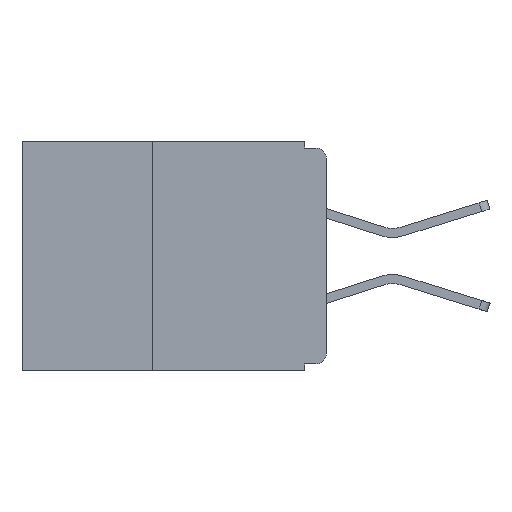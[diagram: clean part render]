
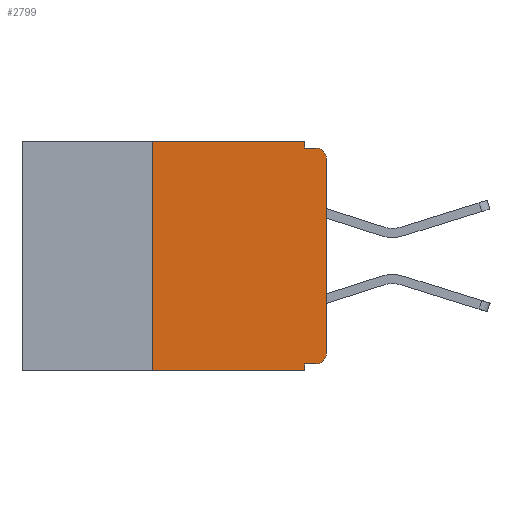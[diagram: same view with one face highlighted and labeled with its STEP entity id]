
A CAD part, left-side view. The second image highlights one B-rep face of the part: STEP entity #2799.
In plain terms, the highlighted planar face has unit normal (-1, 0, 0).
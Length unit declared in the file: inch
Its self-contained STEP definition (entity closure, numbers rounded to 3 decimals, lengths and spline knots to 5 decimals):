
#235 = EDGE_CURVE ( 'NONE', #19269, #6617, #8057, .T. ) ;
#807 = DIRECTION ( 'NONE',  ( 0., 0., -1. ) ) ;
#910 = CARTESIAN_POINT ( 'NONE',  ( 0., 0.437, -0.33 ) ) ;
#946 = CARTESIAN_POINT ( 'NONE',  ( 0., 0.031, 0. ) ) ;
#1210 = AXIS2_PLACEMENT_3D ( 'NONE', #26046, #9360, #28768 ) ;
#1251 = CARTESIAN_POINT ( 'NONE',  ( 0., 0., -0.305 ) ) ;
#1632 = VERTEX_POINT ( 'NONE', #33031 ) ;
#1693 = VECTOR ( 'NONE', #5202, 39.37008 ) ;
#1876 = VECTOR ( 'NONE', #807, 39.37008 ) ;
#2331 = VERTEX_POINT ( 'NONE', #946 ) ;
#2644 = VECTOR ( 'NONE', #10815, 39.37008 ) ;
#2794 = EDGE_LOOP ( 'NONE', ( #13664, #12063, #14702, #30382, #34533, #24223, #7852, #20781, #11843, #34047 ) ) ;
#2799 = ADVANCED_FACE ( 'NONE', ( #23525 ), #27652, .F. ) ;
#5162 = CARTESIAN_POINT ( 'NONE',  ( 0., 0.031, 0. ) ) ;
#5202 = DIRECTION ( 'NONE',  ( 0., -1., 0. ) ) ;
#5343 = CARTESIAN_POINT ( 'NONE',  ( 0., 0.25, 0. ) ) ;
#5698 = EDGE_CURVE ( 'NONE', #8436, #1632, #24221, .T. ) ;
#6285 = CARTESIAN_POINT ( 'NONE',  ( 0., 0.437, 0. ) ) ;
#6617 = VERTEX_POINT ( 'NONE', #19689 ) ;
#7645 = CARTESIAN_POINT ( 'NONE',  ( 0., 0.015, -0.01 ) ) ;
#7787 = DIRECTION ( 'NONE',  ( -1., 0., 0. ) ) ;
#7852 = ORIENTED_EDGE ( 'NONE', *, *, #34683, .T. ) ;
#8057 = LINE ( 'NONE', #13285, #16468 ) ;
#8436 = VERTEX_POINT ( 'NONE', #30941 ) ;
#8558 = CARTESIAN_POINT ( 'NONE',  ( 0., 0.25, -0.33 ) ) ;
#8707 = CIRCLE ( 'NONE', #1210, 0.015 ) ;
#9045 = VECTOR ( 'NONE', #12286, 39.37008 ) ;
#9342 = VERTEX_POINT ( 'NONE', #13366 ) ;
#9360 = DIRECTION ( 'NONE',  ( -1., 0., 0. ) ) ;
#9534 = AXIS2_PLACEMENT_3D ( 'NONE', #24506, #7787, #27259 ) ;
#10815 = DIRECTION ( 'NONE',  ( 0., 0., -1. ) ) ;
#11386 = VERTEX_POINT ( 'NONE', #5343 ) ;
#11640 = DIRECTION ( 'NONE',  ( 0., 0., 1. ) ) ;
#11843 = ORIENTED_EDGE ( 'NONE', *, *, #21729, .F. ) ;
#11972 = LINE ( 'NONE', #32050, #25898 ) ;
#12063 = ORIENTED_EDGE ( 'NONE', *, *, #28440, .T. ) ;
#12286 = DIRECTION ( 'NONE',  ( 0., 0., 1. ) ) ;
#12582 = VERTEX_POINT ( 'NONE', #35420 ) ;
#13285 = CARTESIAN_POINT ( 'NONE',  ( 0., 0., 0. ) ) ;
#13366 = CARTESIAN_POINT ( 'NONE',  ( 0., 0.031, -0.01 ) ) ;
#13664 = ORIENTED_EDGE ( 'NONE', *, *, #235, .T. ) ;
#14702 = ORIENTED_EDGE ( 'NONE', *, *, #23505, .F. ) ;
#14897 = CARTESIAN_POINT ( 'NONE',  ( 0., 0.031, -0.33 ) ) ;
#16074 = VERTEX_POINT ( 'NONE', #8558 ) ;
#16468 = VECTOR ( 'NONE', #11640, 39.37008 ) ;
#17610 = LINE ( 'NONE', #24751, #1693 ) ;
#17664 = LINE ( 'NONE', #5162, #2644 ) ;
#17862 = DIRECTION ( 'NONE',  ( 0., -1., 0. ) ) ;
#18000 = CARTESIAN_POINT ( 'NONE',  ( 0., 0.25, -0.33 ) ) ;
#19269 = VERTEX_POINT ( 'NONE', #1251 ) ;
#19689 = CARTESIAN_POINT ( 'NONE',  ( 0., 0., -0.025 ) ) ;
#20781 = ORIENTED_EDGE ( 'NONE', *, *, #5698, .F. ) ;
#21014 = CIRCLE ( 'NONE', #9534, 0.015 ) ;
#21110 = VECTOR ( 'NONE', #17862, 39.37008 ) ;
#21729 = EDGE_CURVE ( 'NONE', #12582, #8436, #11972, .T. ) ;
#21955 = LINE ( 'NONE', #910, #21110 ) ;
#23505 = EDGE_CURVE ( 'NONE', #9342, #32213, #17610, .T. ) ;
#23511 = VECTOR ( 'NONE', #28552, 39.37008 ) ;
#23525 = FACE_OUTER_BOUND ( 'NONE', #2794, .T. ) ;
#24221 = LINE ( 'NONE', #14897, #1876 ) ;
#24223 = ORIENTED_EDGE ( 'NONE', *, *, #25948, .F. ) ;
#24506 = CARTESIAN_POINT ( 'NONE',  ( 0., 0.015, -0.025 ) ) ;
#24751 = CARTESIAN_POINT ( 'NONE',  ( 0., 0., -0.01 ) ) ;
#25601 = LINE ( 'NONE', #18000, #9045 ) ;
#25898 = VECTOR ( 'NONE', #34763, 39.37008 ) ;
#25948 = EDGE_CURVE ( 'NONE', #16074, #11386, #25601, .T. ) ;
#26046 = CARTESIAN_POINT ( 'NONE',  ( 0., 0.015, -0.305 ) ) ;
#27259 = DIRECTION ( 'NONE',  ( 0., 0., -1. ) ) ;
#27602 = DIRECTION ( 'NONE',  ( 0., 0., -1. ) ) ;
#27640 = DIRECTION ( 'NONE',  ( 1., 0., 0. ) ) ;
#27652 = PLANE ( 'NONE',  #35012 ) ;
#27688 = CARTESIAN_POINT ( 'NONE',  ( 0., 0.437, 0. ) ) ;
#28440 = EDGE_CURVE ( 'NONE', #6617, #32213, #21014, .T. ) ;
#28552 = DIRECTION ( 'NONE',  ( 0., -1., 0. ) ) ;
#28754 = EDGE_CURVE ( 'NONE', #11386, #2331, #30803, .T. ) ;
#28768 = DIRECTION ( 'NONE',  ( 0., 0., -1. ) ) ;
#30382 = ORIENTED_EDGE ( 'NONE', *, *, #34374, .F. ) ;
#30803 = LINE ( 'NONE', #6285, #23511 ) ;
#30941 = CARTESIAN_POINT ( 'NONE',  ( 0., 0.031, -0.32 ) ) ;
#32050 = CARTESIAN_POINT ( 'NONE',  ( 0., 0., -0.32 ) ) ;
#32213 = VERTEX_POINT ( 'NONE', #7645 ) ;
#33031 = CARTESIAN_POINT ( 'NONE',  ( 0., 0.031, -0.33 ) ) ;
#34047 = ORIENTED_EDGE ( 'NONE', *, *, #35966, .T. ) ;
#34374 = EDGE_CURVE ( 'NONE', #2331, #9342, #17664, .T. ) ;
#34533 = ORIENTED_EDGE ( 'NONE', *, *, #28754, .F. ) ;
#34683 = EDGE_CURVE ( 'NONE', #16074, #1632, #21955, .T. ) ;
#34763 = DIRECTION ( 'NONE',  ( 0., 1., 0. ) ) ;
#35012 = AXIS2_PLACEMENT_3D ( 'NONE', #27688, #27640, #27602 ) ;
#35420 = CARTESIAN_POINT ( 'NONE',  ( 0., 0.015, -0.32 ) ) ;
#35966 = EDGE_CURVE ( 'NONE', #12582, #19269, #8707, .T. ) ;
